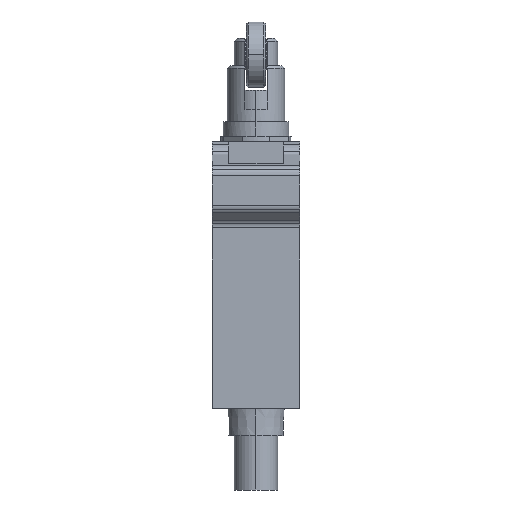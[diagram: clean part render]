
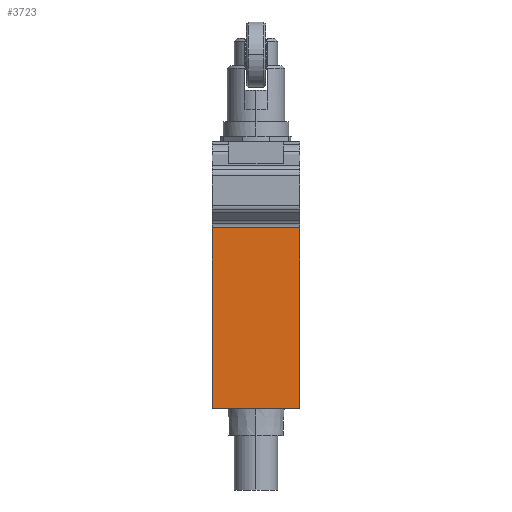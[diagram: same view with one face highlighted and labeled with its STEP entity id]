
A CAD part, left-side view. The second image highlights one B-rep face of the part: STEP entity #3723.
In plain terms, the highlighted planar face has unit normal (-1, 0, 0).
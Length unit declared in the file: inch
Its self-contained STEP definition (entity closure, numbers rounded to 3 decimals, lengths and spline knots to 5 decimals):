
#38 = VECTOR ( 'NONE', #5658, 39.37008 ) ;
#69 = VECTOR ( 'NONE', #6676, 39.37008 ) ;
#242 = LINE ( 'NONE', #3386, #69 ) ;
#517 = ORIENTED_EDGE ( 'NONE', *, *, #1616, .F. ) ;
#1241 = EDGE_CURVE ( 'NONE', #2972, #1559, #1556, .T. ) ;
#1474 = VERTEX_POINT ( 'NONE', #7096 ) ;
#1556 = LINE ( 'NONE', #4833, #2163 ) ;
#1559 = VERTEX_POINT ( 'NONE', #5527 ) ;
#1616 = EDGE_CURVE ( 'NONE', #2972, #5091, #3625, .T. ) ;
#2100 = DIRECTION ( 'NONE',  ( 0., 0., -1. ) ) ;
#2138 = DIRECTION ( 'NONE',  ( 0., 0., 1. ) ) ;
#2163 = VECTOR ( 'NONE', #2100, 39.37008 ) ;
#2168 = DIRECTION ( 'NONE',  ( -1., 0., 0. ) ) ;
#2730 = EDGE_CURVE ( 'NONE', #1559, #1474, #242, .T. ) ;
#2972 = VERTEX_POINT ( 'NONE', #4293 ) ;
#3386 = CARTESIAN_POINT ( 'NONE',  ( -0.59055, 0., -1.5748 ) ) ;
#3450 = CARTESIAN_POINT ( 'NONE',  ( -0.59055, -0.62992, -1.5748 ) ) ;
#3625 = LINE ( 'NONE', #4035, #6380 ) ;
#3640 = ORIENTED_EDGE ( 'NONE', *, *, #1241, .T. ) ;
#3723 = ADVANCED_FACE ( 'NONE', ( #5000 ), #4331, .T. ) ;
#3790 = CARTESIAN_POINT ( 'NONE',  ( -0.59055, 0., -1.5748 ) ) ;
#4008 = DIRECTION ( 'NONE',  ( 0., -1., 0. ) ) ;
#4035 = CARTESIAN_POINT ( 'NONE',  ( -0.59055, 0., -0.26687 ) ) ;
#4240 = EDGE_LOOP ( 'NONE', ( #517, #3640, #7043, #5225 ) ) ;
#4249 = AXIS2_PLACEMENT_3D ( 'NONE', #3790, #2168, #2138 ) ;
#4293 = CARTESIAN_POINT ( 'NONE',  ( -0.59055, 0., -0.26687 ) ) ;
#4331 = PLANE ( 'NONE',  #4249 ) ;
#4833 = CARTESIAN_POINT ( 'NONE',  ( -0.59055, 0., -0.26687 ) ) ;
#5000 = FACE_OUTER_BOUND ( 'NONE', #4240, .T. ) ;
#5047 = CARTESIAN_POINT ( 'NONE',  ( -0.59055, -0.62992, -0.26687 ) ) ;
#5091 = VERTEX_POINT ( 'NONE', #5047 ) ;
#5225 = ORIENTED_EDGE ( 'NONE', *, *, #6638, .T. ) ;
#5527 = CARTESIAN_POINT ( 'NONE',  ( -0.59055, 0., -1.5748 ) ) ;
#5658 = DIRECTION ( 'NONE',  ( 0., 0., 1. ) ) ;
#6380 = VECTOR ( 'NONE', #4008, 39.37008 ) ;
#6638 = EDGE_CURVE ( 'NONE', #1474, #5091, #6810, .T. ) ;
#6676 = DIRECTION ( 'NONE',  ( 0., -1., 0. ) ) ;
#6810 = LINE ( 'NONE', #3450, #38 ) ;
#7043 = ORIENTED_EDGE ( 'NONE', *, *, #2730, .T. ) ;
#7096 = CARTESIAN_POINT ( 'NONE',  ( -0.59055, -0.62992, -1.5748 ) ) ;
